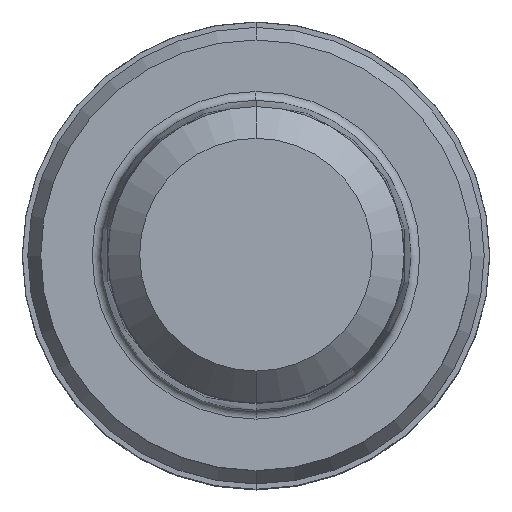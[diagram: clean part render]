
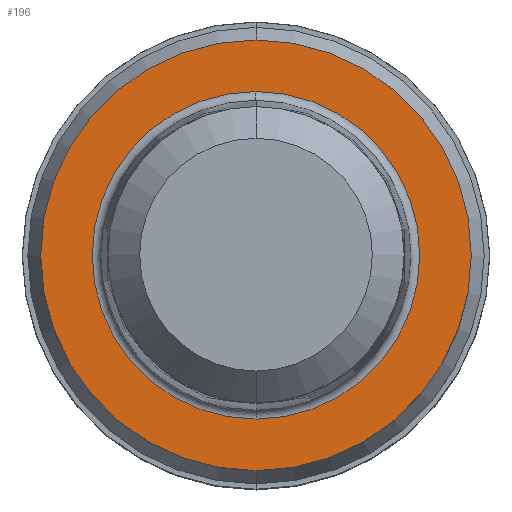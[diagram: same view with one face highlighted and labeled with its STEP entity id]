
A CAD part, top view. The second image highlights one B-rep face of the part: STEP entity #196.
In plain terms, the highlighted planar face has unit normal (0, 0, 1).
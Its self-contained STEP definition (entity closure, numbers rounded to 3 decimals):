
#190=VERTEX_POINT('',#496);
#196=ADVANCED_FACE('',(#503,#504),#505,.T.);
#208=EDGE_CURVE('',#388,#190,#518,.T.);
#220=EDGE_CURVE('',#414,#248,#531,.T.);
#248=VERTEX_POINT('',#560);
#272=EDGE_CURVE('',#248,#414,#586,.T.);
#352=EDGE_CURVE('',#190,#388,#677,.T.);
#388=VERTEX_POINT('',#720);
#414=VERTEX_POINT('',#749);
#496=CARTESIAN_POINT('',(0.0,4.45,0.01));
#503=FACE_OUTER_BOUND('',#849,.T.);
#504=FACE_BOUND('',#850,.T.);
#505=PLANE('',#851);
#518=CIRCLE('',#868,4.45);
#531=CIRCLE('',#887,5.85);
#560=CARTESIAN_POINT('',(0.,-5.85,0.01));
#586=CIRCLE('',#956,5.85);
#677=CIRCLE('',#1067,4.45);
#720=CARTESIAN_POINT('',(0.,-4.45,0.01));
#749=CARTESIAN_POINT('',(0.0,5.85,0.01));
#849=EDGE_LOOP('',(#1254,#1255));
#850=EDGE_LOOP('',(#1256,#1257));
#851=AXIS2_PLACEMENT_3D('',#1258,#1259,#1260);
#868=AXIS2_PLACEMENT_3D('',#1278,#1279,#1280);
#887=AXIS2_PLACEMENT_3D('',#1294,#1295,#1296);
#956=AXIS2_PLACEMENT_3D('',#1348,#1349,#1350);
#1067=AXIS2_PLACEMENT_3D('',#1464,#1465,#1466);
#1254=ORIENTED_EDGE('',*,*,#220,.F.);
#1255=ORIENTED_EDGE('',*,*,#272,.F.);
#1256=ORIENTED_EDGE('',*,*,#352,.T.);
#1257=ORIENTED_EDGE('',*,*,#208,.T.);
#1258=CARTESIAN_POINT('',(0.0,2.925,0.01));
#1259=DIRECTION('',(-0.0,0.0,1.0));
#1260=DIRECTION('',(0.0,-1.0,0.0));
#1278=CARTESIAN_POINT('',(0.0,0.0,0.01));
#1279=DIRECTION('',(0.0,0.0,-1.0));
#1280=DIRECTION('',(0.0,1.0,0.0));
#1294=CARTESIAN_POINT('',(0.0,0.0,0.01));
#1295=DIRECTION('',(0.0,0.0,-1.0));
#1296=DIRECTION('',(0.0,1.0,0.0));
#1348=CARTESIAN_POINT('',(0.0,0.0,0.01));
#1349=DIRECTION('',(0.0,0.0,-1.0));
#1350=DIRECTION('',(0.0,1.0,0.0));
#1464=CARTESIAN_POINT('',(0.0,0.0,0.01));
#1465=DIRECTION('',(0.0,0.0,-1.0));
#1466=DIRECTION('',(0.0,1.0,0.0));
